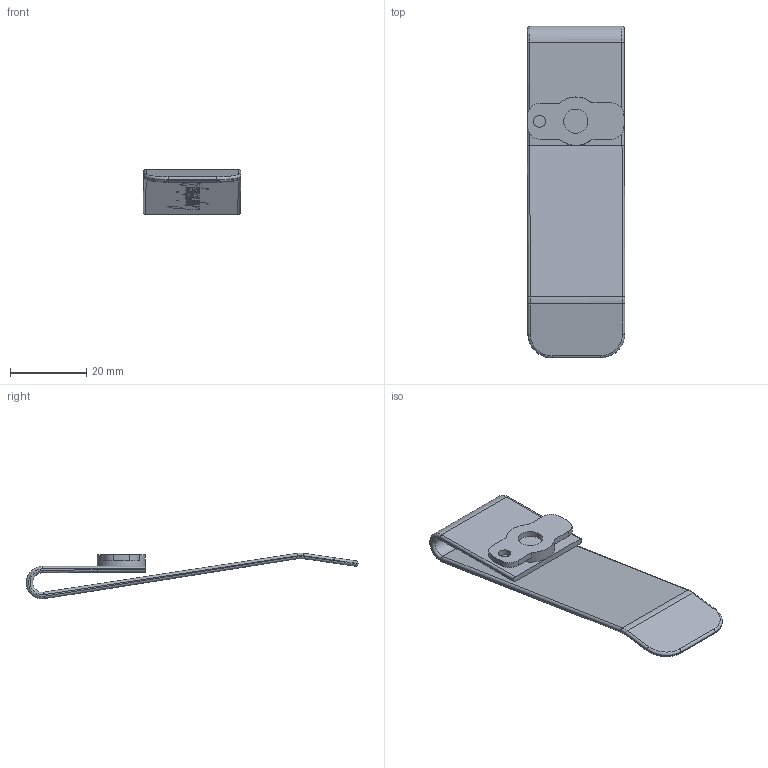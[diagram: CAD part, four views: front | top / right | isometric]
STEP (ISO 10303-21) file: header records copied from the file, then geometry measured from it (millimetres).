
FILE_DESCRIPTION(/* description */ (''),/* implementation_level */ '2;1');
FILE_NAME(/* name */ '4701bfcf-d44f-420c-8f6c-22068899975d.stp',/* time_stamp */ '2018-12-05T18:17:21-08:00',/* author */ (''),/* organization */ (''),/* preprocessor_version */ 'ST-DEVELOPER v17.2',/* originating_system */ 'Autodesk Translation Framework v7.6.0.251',/* authorisation */ '');
FILE_SCHEMA (('AUTOMOTIVE_DESIGN { 1 0 10303 214 3 1 1 }'));
Length unit declared in the file: inch
Products named in the file (1): E27G6MC02
Bounding box: 25.57 x 86.94 x 11.94 mm (x, y, z)
Volume: 5175.7 mm3; surface area: 6937.3 mm2
Topology: 1 solids, 1 shells, 453 faces, 1265 edges, 835 vertices
Faces by surface type: bspline 293, plane 117, cylinder 31, torus 12
Full cylindrical faces by diameter (mm): 3.175 x1, 6.35 x1, 12.7 x1
Entity records: 17271 total; most frequent: CARTESIAN_POINT 7565, ORIENTED_EDGE 2530, EDGE_CURVE 1265, DIRECTION 1076, VERTEX_POINT 835, LINE 600, VECTOR 600, B_SPLINE_CURVE_WITH_KNOTS 588
